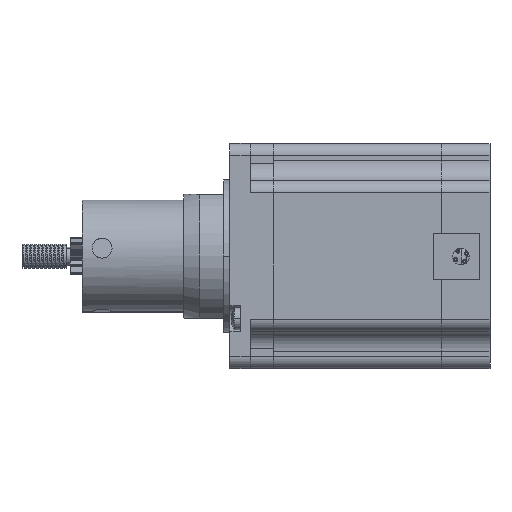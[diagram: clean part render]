
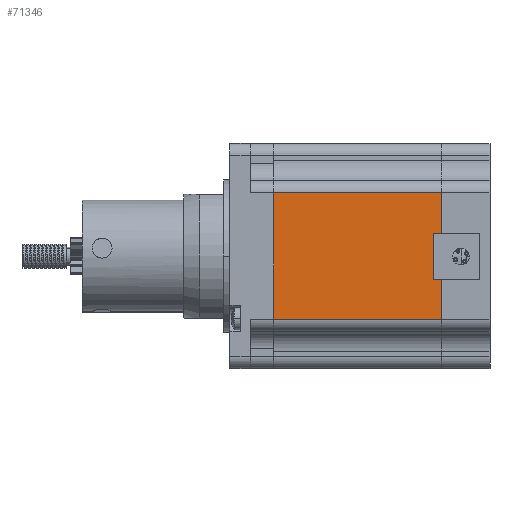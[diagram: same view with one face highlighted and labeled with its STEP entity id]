
A CAD part, top view. The second image highlights one B-rep face of the part: STEP entity #71346.
In plain terms, the highlighted face is planar.
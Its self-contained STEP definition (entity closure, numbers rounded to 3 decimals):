
#2524 = CARTESIAN_POINT ( 'NONE',  ( 15.8, -28.1, 21. ) ) ;
#2942 = ORIENTED_EDGE ( 'NONE', *, *, #5835, .F. ) ;
#5835 = EDGE_CURVE ( 'NONE', #41260, #8319, #55827, .T. ) ;
#6937 = ORIENTED_EDGE ( 'NONE', *, *, #42372, .T. ) ;
#8319 = VERTEX_POINT ( 'NONE', #57349 ) ;
#14238 = DIRECTION ( 'NONE',  ( 0., 1., 0. ) ) ;
#19630 = DIRECTION ( 'NONE',  ( 1., 0., 0. ) ) ;
#20161 = LINE ( 'NONE', #79667, #27686 ) ;
#20646 = DIRECTION ( 'NONE',  ( 0., 0., -1. ) ) ;
#23158 = PLANE ( 'NONE',  #59111 ) ;
#26003 = CARTESIAN_POINT ( 'NONE',  ( -15.8, -28.1, -21. ) ) ;
#27686 = VECTOR ( 'NONE', #20646, 1000. ) ;
#37537 = EDGE_LOOP ( 'NONE', ( #6937, #58015, #2942, #69856 ) ) ;
#41260 = VERTEX_POINT ( 'NONE', #49691 ) ;
#42372 = EDGE_CURVE ( 'NONE', #82017, #85245, #70051, .T. ) ;
#49691 = CARTESIAN_POINT ( 'NONE',  ( -15.8, -28.1, 21. ) ) ;
#52597 = EDGE_CURVE ( 'NONE', #41260, #82017, #20161, .T. ) ;
#53587 = DIRECTION ( 'NONE',  ( 0., 0., -1. ) ) ;
#53878 = FACE_OUTER_BOUND ( 'NONE', #37537, .T. ) ;
#55550 = LINE ( 'NONE', #2524, #82591 ) ;
#55827 = LINE ( 'NONE', #64703, #76218 ) ;
#57349 = CARTESIAN_POINT ( 'NONE',  ( 15.8, -28.1, 21. ) ) ;
#58015 = ORIENTED_EDGE ( 'NONE', *, *, #95539, .F. ) ;
#59111 = AXIS2_PLACEMENT_3D ( 'NONE', #97999, #14238, #83608 ) ;
#64703 = CARTESIAN_POINT ( 'NONE',  ( -15.8, -28.1, 21. ) ) ;
#65894 = VECTOR ( 'NONE', #77015, 1000. ) ;
#69856 = ORIENTED_EDGE ( 'NONE', *, *, #52597, .T. ) ;
#70051 = LINE ( 'NONE', #71515, #65894 ) ;
#71346 = ADVANCED_FACE ( 'NONE', ( #53878 ), #23158, .F. ) ;
#71515 = CARTESIAN_POINT ( 'NONE',  ( -15.8, -28.1, -21. ) ) ;
#76218 = VECTOR ( 'NONE', #19630, 1000. ) ;
#77015 = DIRECTION ( 'NONE',  ( 1., 0., 0. ) ) ;
#79667 = CARTESIAN_POINT ( 'NONE',  ( -15.8, -28.1, 21. ) ) ;
#82017 = VERTEX_POINT ( 'NONE', #26003 ) ;
#82591 = VECTOR ( 'NONE', #53587, 1000. ) ;
#83608 = DIRECTION ( 'NONE',  ( 1., 0., 0. ) ) ;
#85209 = CARTESIAN_POINT ( 'NONE',  ( 15.8, -28.1, -21. ) ) ;
#85245 = VERTEX_POINT ( 'NONE', #85209 ) ;
#95539 = EDGE_CURVE ( 'NONE', #8319, #85245, #55550, .T. ) ;
#97999 = CARTESIAN_POINT ( 'NONE',  ( 15.8, -28.1, 21. ) ) ;
